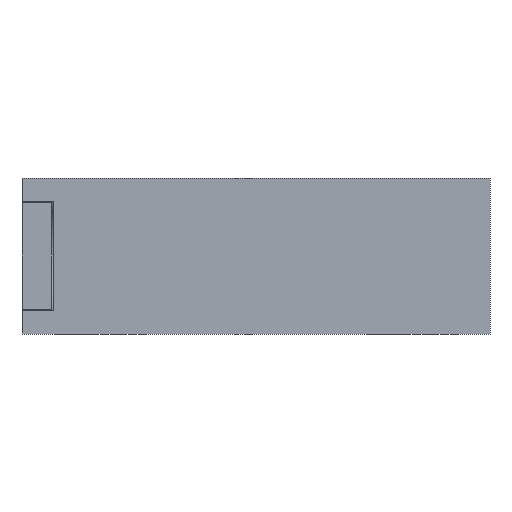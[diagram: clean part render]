
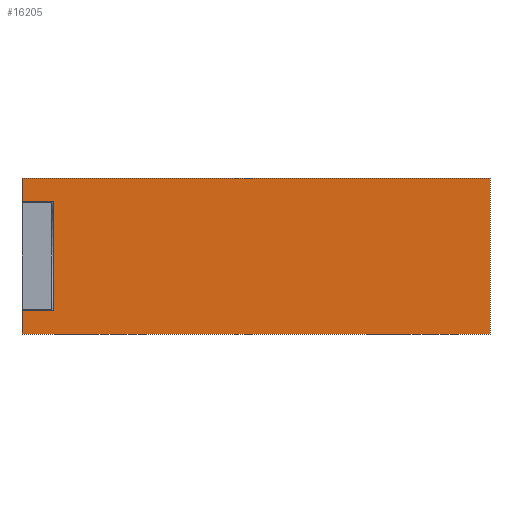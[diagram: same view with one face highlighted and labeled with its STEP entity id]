
A CAD part, left-side view. The second image highlights one B-rep face of the part: STEP entity #16205.
In plain terms, the highlighted planar face has unit normal (-1, 0, 0).
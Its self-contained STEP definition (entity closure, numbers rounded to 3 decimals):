
#3770=DIRECTION('',(0.,-1.,0.));
#3771=VECTOR('',#3770,15.);
#3772=CARTESIAN_POINT('',(0.,15.,0.));
#3773=LINE('',#3772,#3771);
#3804=DIRECTION('',(0.,0.,1.));
#3805=VECTOR('',#3804,5.);
#3806=CARTESIAN_POINT('',(0.,0.,0.));
#3807=LINE('',#3806,#3805);
#3808=DIRECTION('',(0.,0.,-1.));
#3809=VECTOR('',#3808,3.5);
#3810=CARTESIAN_POINT('',(0.,14.,4.25));
#3811=LINE('',#3810,#3809);
#3812=DIRECTION('',(0.,-1.,0.));
#3813=VECTOR('',#3812,1.);
#3814=CARTESIAN_POINT('',(0.,15.,4.25));
#3815=LINE('',#3814,#3813);
#3816=DIRECTION('',(0.,0.,1.));
#3817=VECTOR('',#3816,0.75);
#3818=CARTESIAN_POINT('',(0.,15.,4.25));
#3819=LINE('',#3818,#3817);
#3820=DIRECTION('',(0.,0.,1.));
#3821=VECTOR('',#3820,0.75);
#3822=CARTESIAN_POINT('',(0.,15.,0.));
#3823=LINE('',#3822,#3821);
#3824=DIRECTION('',(0.,-1.,0.));
#3825=VECTOR('',#3824,1.);
#3826=CARTESIAN_POINT('',(0.,15.,0.75));
#3827=LINE('',#3826,#3825);
#3870=DIRECTION('',(0.,-1.,0.));
#3871=VECTOR('',#3870,15.);
#3872=CARTESIAN_POINT('',(0.,15.,5.));
#3873=LINE('',#3872,#3871);
#7005=CARTESIAN_POINT('',(0.,0.,0.));
#7007=VERTEX_POINT('',#7005);
#7011=CARTESIAN_POINT('',(0.,15.,0.));
#7012=VERTEX_POINT('',#7011);
#7013=CARTESIAN_POINT('',(0.,0.,5.));
#7015=VERTEX_POINT('',#7013);
#7019=CARTESIAN_POINT('',(0.,15.,5.));
#7020=VERTEX_POINT('',#7019);
#7719=CARTESIAN_POINT('',(0.,15.,4.25));
#7721=VERTEX_POINT('',#7719);
#7725=CARTESIAN_POINT('',(0.,15.,0.75));
#7726=VERTEX_POINT('',#7725);
#7727=CARTESIAN_POINT('',(0.,14.,4.25));
#7728=CARTESIAN_POINT('',(0.,14.,0.75));
#7729=VERTEX_POINT('',#7727);
#7730=VERTEX_POINT('',#7728);
#16184=CARTESIAN_POINT('',(0.,15.,0.));
#16185=DIRECTION('',(-1.,0.,0.));
#16186=DIRECTION('',(0.,-1.,0.));
#16187=AXIS2_PLACEMENT_3D('',#16184,#16185,#16186);
#16188=PLANE('',#16187);
#16190=ORIENTED_EDGE('',*,*,#16189,.F.);
#16192=ORIENTED_EDGE('',*,*,#16191,.F.);
#16194=ORIENTED_EDGE('',*,*,#16193,.T.);
#16196=ORIENTED_EDGE('',*,*,#16195,.T.);
#16197=ORIENTED_EDGE('',*,*,#16176,.F.);
#16198=ORIENTED_EDGE('',*,*,#16147,.F.);
#16200=ORIENTED_EDGE('',*,*,#16199,.T.);
#16202=ORIENTED_EDGE('',*,*,#16201,.T.);
#16203=EDGE_LOOP('',(#16190,#16192,#16194,#16196,#16197,#16198,#16200,#16202));
#16204=FACE_OUTER_BOUND('',#16203,.F.);
#16205=ADVANCED_FACE('',(#16204),#16188,.T.);
#16147=EDGE_CURVE('',#7012,#7007,#3773,.T.);
#16176=EDGE_CURVE('',#7007,#7015,#3807,.T.);
#16189=EDGE_CURVE('',#7729,#7730,#3811,.T.);
#16191=EDGE_CURVE('',#7721,#7729,#3815,.T.);
#16193=EDGE_CURVE('',#7721,#7020,#3819,.T.);
#16195=EDGE_CURVE('',#7020,#7015,#3873,.T.);
#16199=EDGE_CURVE('',#7012,#7726,#3823,.T.);
#16201=EDGE_CURVE('',#7726,#7730,#3827,.T.);
